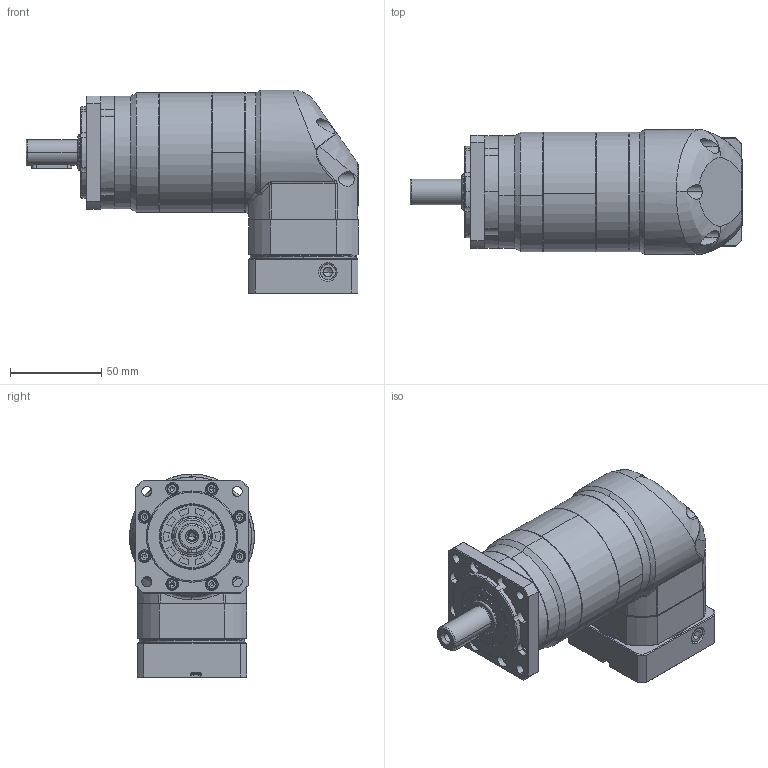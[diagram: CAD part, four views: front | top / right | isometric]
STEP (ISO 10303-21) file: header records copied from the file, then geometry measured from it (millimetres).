
FILE_DESCRIPTION (( 'STEP AP203' ), '1' );
FILE_NAME ('FGAR060D-L2-P2-14-50-70-M5-33.STEP', '2021-01-31T03:24:07', ( '' ), ( '' ), 'SwSTEP 2.0', 'SolidWorks 2018', '' );
FILE_SCHEMA (( 'CONFIG_CONTROL_DESIGN' ));
Length unit declared in the file: millimetre
Products named in the file (3): FADR064-綴傷-14-50-70-M4-33; FGA060D-L2-ヶ僇; FGAR060D-L2-P2-14-50-70-M5-33
Assembly tree (2 placements, depth 2):
  FGAR060D-L2-P2-14-50-70-M5-33
    FGA060D-L2-ヶ僇
    FADR064-綴傷-14-50-70-M4-33
Bounding box: 182 x 68.5 x 111.75 mm (x, y, z)
Volume: 505236.5 mm3; surface area: 142399.8 mm2
Topology: 28 solids, 37 shells, 1524 faces, 3563 edges, 2136 vertices
Faces by surface type: plane 486, cylinder 484, cone 289, torus 201, bspline 64
Entity records: 53787 total; most frequent: CARTESIAN_POINT 18552, DIRECTION 7802, ORIENTED_EDGE 6970, EDGE_CURVE 3485, AXIS2_PLACEMENT_3D 3191, VERTEX_POINT 2136, CIRCLE 1726, EDGE_LOOP 1699
